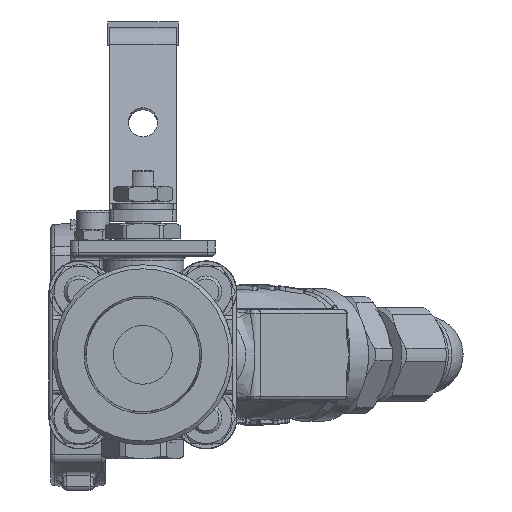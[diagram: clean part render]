
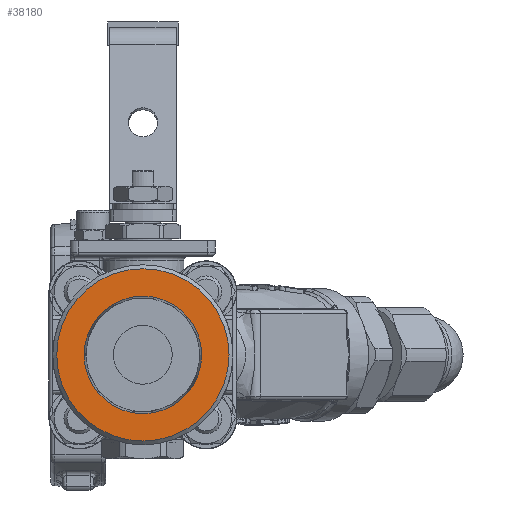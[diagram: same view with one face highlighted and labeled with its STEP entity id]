
A CAD part, left-side view. The second image highlights one B-rep face of the part: STEP entity #38180.
In plain terms, the highlighted planar face has unit normal (-1, 0, 0).
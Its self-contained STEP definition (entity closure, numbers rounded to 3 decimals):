
#3799=FACE_BOUND('',#8271,.T.);
#4293=PLANE('',#41360);
#5811=FACE_OUTER_BOUND('',#8270,.T.);
#8270=EDGE_LOOP('',(#29599));
#8271=EDGE_LOOP('',(#29600));
#14359=CIRCLE('',#41359,15.003);
#14360=CIRCLE('',#41361,22.);
#16966=VERTEX_POINT('',#68155);
#16967=VERTEX_POINT('',#68159);
#21469=EDGE_CURVE('',#16966,#16966,#14359,.T.);
#21471=EDGE_CURVE('',#16967,#16967,#14360,.T.);
#29599=ORIENTED_EDGE('',*,*,#21471,.F.);
#29600=ORIENTED_EDGE('',*,*,#21469,.T.);
#38180=ADVANCED_FACE('',(#5811,#3799),#4293,.T.);
#41359=AXIS2_PLACEMENT_3D('',#68156,#48144,#48145);
#41360=AXIS2_PLACEMENT_3D('',#68158,#48147,#48148);
#41361=AXIS2_PLACEMENT_3D('',#68160,#48149,#48150);
#48144=DIRECTION('center_axis',(1.,0.,0.));
#48145=DIRECTION('ref_axis',(0.,-1.,0.));
#48147=DIRECTION('center_axis',(-1.,0.,0.));
#48148=DIRECTION('ref_axis',(0.,-1.,0.));
#48149=DIRECTION('center_axis',(1.,0.,0.));
#48150=DIRECTION('ref_axis',(0.,1.,0.));
#68155=CARTESIAN_POINT('',(-250.036,33.836,-1.517));
#68156=CARTESIAN_POINT('Origin',(-250.036,18.833,-1.517));
#68158=CARTESIAN_POINT('Origin',(-250.036,18.833,-1.517));
#68159=CARTESIAN_POINT('',(-250.036,-3.167,-1.517));
#68160=CARTESIAN_POINT('Origin',(-250.036,18.833,-1.517));
